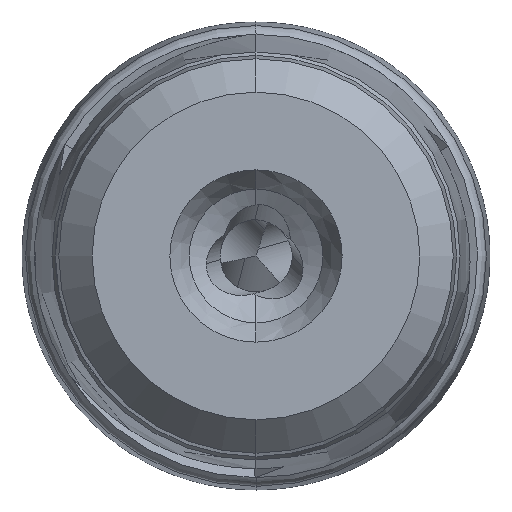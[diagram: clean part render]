
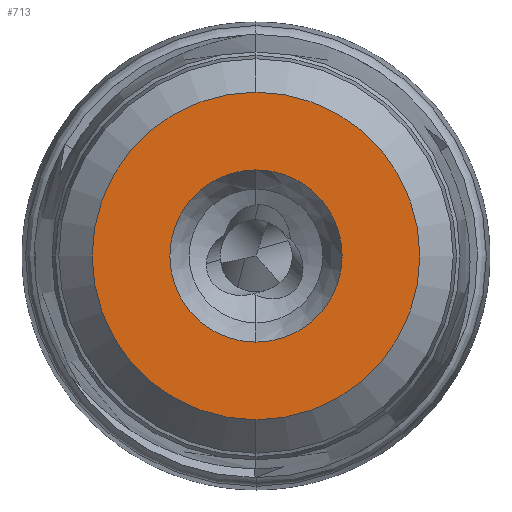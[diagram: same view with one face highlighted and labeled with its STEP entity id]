
A CAD part, left-side view. The second image highlights one B-rep face of the part: STEP entity #713.
In plain terms, the highlighted planar face has unit normal (-1, 0, 0).
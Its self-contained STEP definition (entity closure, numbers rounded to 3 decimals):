
#250 = CARTESIAN_POINT ( 'NONE',  ( -69.5, 0., 0. ) ) ;
#251 = DIRECTION ( 'NONE',  ( 1., 0., 0. ) ) ;
#252 = DIRECTION ( 'NONE',  ( 0., 0., -1. ) ) ;
#255 = CARTESIAN_POINT ( 'NONE',  ( -69.5, 0., 0. ) ) ;
#256 = DIRECTION ( 'NONE',  ( 1., 0., 0. ) ) ;
#257 = DIRECTION ( 'NONE',  ( 0., 0., -1. ) ) ;
#423 = DIRECTION ( 'NONE',  ( -1., 0., 0. ) ) ;
#424 = CARTESIAN_POINT ( 'NONE',  ( -69.5, 4.9, 0. ) ) ;
#425 = FACE_BOUND ( 'NONE', #2701, .T. ) ;
#427 = FACE_OUTER_BOUND ( 'NONE', #2858, .T. ) ;
#428 = PLANE ( 'NONE',  #3022 ) ;
#430 = DIRECTION ( 'NONE',  ( 0., 0., 1. ) ) ;
#678 = EDGE_CURVE ( 'NONE', #3211, #3209, #2920, .T. ) ;
#679 = EDGE_CURVE ( 'NONE', #3198, #3201, #2945, .T. ) ;
#713 = ADVANCED_FACE ( 'NONE', ( #425, #427 ), #428, .T. ) ;
#769 = EDGE_CURVE ( 'NONE', #3201, #3198, #2949, .T. ) ;
#798 = EDGE_CURVE ( 'NONE', #3209, #3211, #2419, .T. ) ;
#1008 = CARTESIAN_POINT ( 'NONE',  ( -69.5, 0., 0. ) ) ;
#1009 = DIRECTION ( 'NONE',  ( 1., 0., 0. ) ) ;
#1010 = DIRECTION ( 'NONE',  ( 0., 0., -1. ) ) ;
#1164 = CARTESIAN_POINT ( 'NONE',  ( -69.5, 0., 0. ) ) ;
#1165 = DIRECTION ( 'NONE',  ( 1., 0., 0. ) ) ;
#1166 = DIRECTION ( 'NONE',  ( 0., 0., -1. ) ) ;
#2078 = CARTESIAN_POINT ( 'NONE',  ( -69.5, 0., -2.577 ) ) ;
#2081 = CARTESIAN_POINT ( 'NONE',  ( -69.5, 0., 2.577 ) ) ;
#2089 = CARTESIAN_POINT ( 'NONE',  ( -69.5, 0., -4.9 ) ) ;
#2091 = CARTESIAN_POINT ( 'NONE',  ( -69.5, 0., 4.9 ) ) ;
#2419 = CIRCLE ( 'NONE', #2433, 4.9 ) ;
#2433 = AXIS2_PLACEMENT_3D ( 'NONE', #1164, #1165, #1166 ) ;
#2701 = EDGE_LOOP ( 'NONE', ( #3438, #3439 ) ) ;
#2858 = EDGE_LOOP ( 'NONE', ( #3440, #3441 ) ) ;
#2920 = CIRCLE ( 'NONE', #3063, 4.9 ) ;
#2932 = AXIS2_PLACEMENT_3D ( 'NONE', #1008, #1009, #1010 ) ;
#2945 = CIRCLE ( 'NONE', #3114, 2.577 ) ;
#2949 = CIRCLE ( 'NONE', #2932, 2.577 ) ;
#3022 = AXIS2_PLACEMENT_3D ( 'NONE', #424, #423, #430 ) ;
#3063 = AXIS2_PLACEMENT_3D ( 'NONE', #250, #251, #252 ) ;
#3114 = AXIS2_PLACEMENT_3D ( 'NONE', #255, #256, #257 ) ;
#3198 = VERTEX_POINT ( 'NONE', #2078 ) ;
#3201 = VERTEX_POINT ( 'NONE', #2081 ) ;
#3209 = VERTEX_POINT ( 'NONE', #2089 ) ;
#3211 = VERTEX_POINT ( 'NONE', #2091 ) ;
#3438 = ORIENTED_EDGE ( 'NONE', *, *, #769, .T. ) ;
#3439 = ORIENTED_EDGE ( 'NONE', *, *, #679, .T. ) ;
#3440 = ORIENTED_EDGE ( 'NONE', *, *, #798, .F. ) ;
#3441 = ORIENTED_EDGE ( 'NONE', *, *, #678, .F. ) ;
